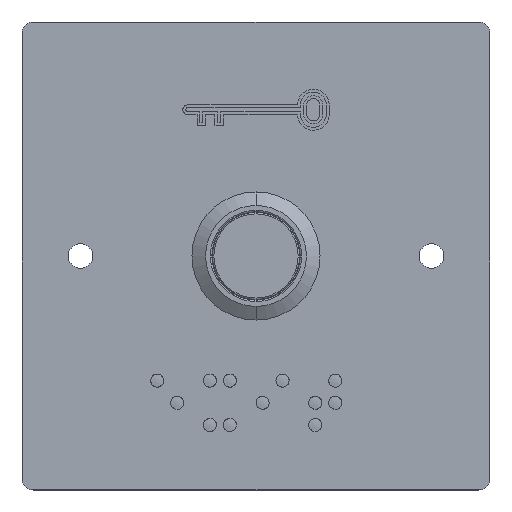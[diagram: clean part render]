
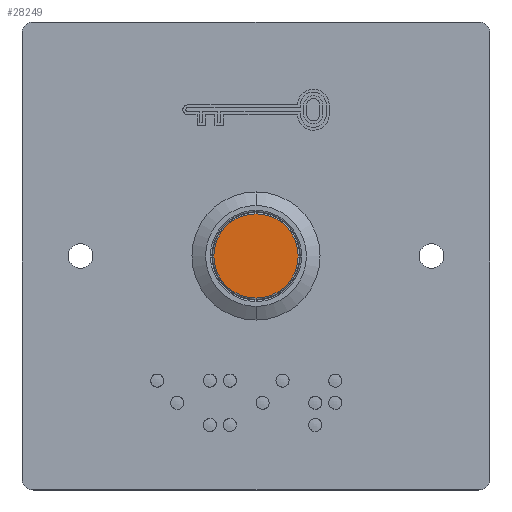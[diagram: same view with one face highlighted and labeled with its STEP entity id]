
A CAD part, top view. The second image highlights one B-rep face of the part: STEP entity #28249.
In plain terms, the highlighted planar face has unit normal (0, 0, 1).
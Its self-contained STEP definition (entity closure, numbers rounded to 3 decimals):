
#2086 = CARTESIAN_POINT ( 'NONE',  ( -7.2, 0., 20. ) ) ;
#3166 = CIRCLE ( 'NONE', #27895, 7.2 ) ;
#5250 = CARTESIAN_POINT ( 'NONE',  ( 0., 0., 20. ) ) ;
#5667 = DIRECTION ( 'NONE',  ( 0., 0., 1. ) ) ;
#6527 = EDGE_LOOP ( 'NONE', ( #26482, #38896 ) ) ;
#7028 = CARTESIAN_POINT ( 'NONE',  ( 0., 0., 20. ) ) ;
#7848 = EDGE_CURVE ( 'NONE', #32421, #10495, #14338, .T. ) ;
#8277 = PLANE ( 'NONE',  #14334 ) ;
#9535 = AXIS2_PLACEMENT_3D ( 'NONE', #16486, #29823, #16271 ) ;
#10495 = VERTEX_POINT ( 'NONE', #41977 ) ;
#14334 = AXIS2_PLACEMENT_3D ( 'NONE', #5250, #5667, #31916 ) ;
#14338 = CIRCLE ( 'NONE', #9535, 7.2 ) ;
#16271 = DIRECTION ( 'NONE',  ( 1., 0., 0. ) ) ;
#16486 = CARTESIAN_POINT ( 'NONE',  ( 0., 0., 20. ) ) ;
#17780 = DIRECTION ( 'NONE',  ( 0., 0., 1. ) ) ;
#26482 = ORIENTED_EDGE ( 'NONE', *, *, #32271, .T. ) ;
#27895 = AXIS2_PLACEMENT_3D ( 'NONE', #7028, #17780, #33253 ) ;
#28249 = ADVANCED_FACE ( 'NONE', ( #28886 ), #8277, .T. ) ;
#28886 = FACE_OUTER_BOUND ( 'NONE', #6527, .T. ) ;
#29823 = DIRECTION ( 'NONE',  ( 0., 0., 1. ) ) ;
#31916 = DIRECTION ( 'NONE',  ( 1., 0., 0. ) ) ;
#32271 = EDGE_CURVE ( 'NONE', #10495, #32421, #3166, .T. ) ;
#32421 = VERTEX_POINT ( 'NONE', #2086 ) ;
#33253 = DIRECTION ( 'NONE',  ( 1., 0., 0. ) ) ;
#38896 = ORIENTED_EDGE ( 'NONE', *, *, #7848, .T. ) ;
#41977 = CARTESIAN_POINT ( 'NONE',  ( 7.2, 0., 20. ) ) ;
